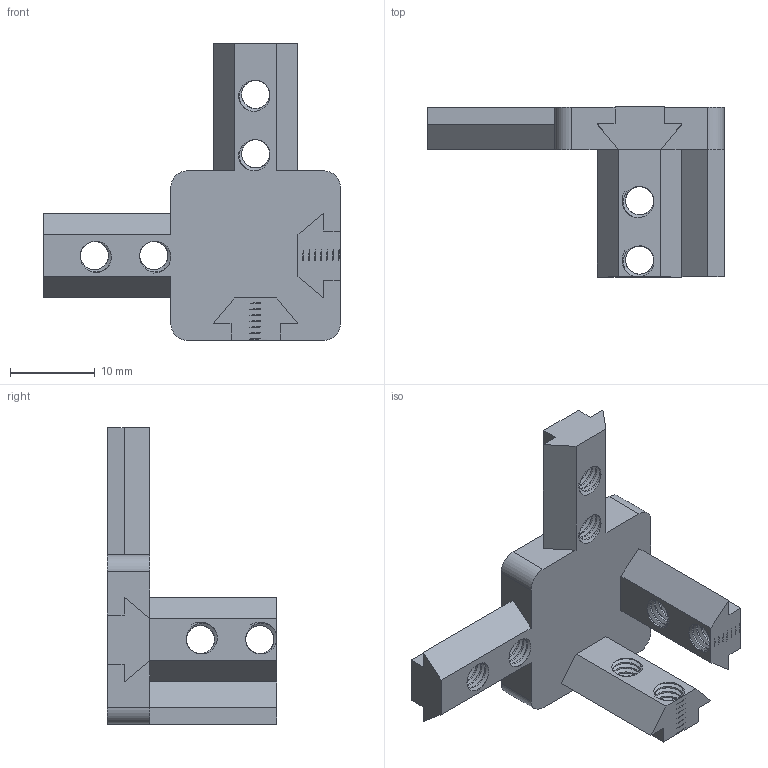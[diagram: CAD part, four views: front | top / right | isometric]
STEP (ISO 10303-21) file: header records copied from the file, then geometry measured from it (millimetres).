
FILE_DESCRIPTION(/* description */ (''),/* implementation_level */ '2;1');
FILE_NAME(/* name */ '2020_3way_konektor_Sharplayers.step',/* time_stamp */ '2022-05-12T00:33:25+02:00',/* author */ (''),/* organization */ (''),/* preprocessor_version */ 'ST-DEVELOPER v18.1',/* originating_system */ 'Autodesk Translation Framework v10.14.0.1471',/* authorisation */ '');
FILE_SCHEMA (('AUTOMOTIVE_DESIGN { 1 0 10303 214 3 1 1 }'));
Length unit declared in the file: millimetre
Products named in the file (1): 2020 konektor
Bounding box: 35 x 20 x 35 mm (x, y, z)
Volume: 3609.5 mm3; surface area: 3372.1 mm2
Topology: 1 solids, 1 shells, 186 faces, 622 edges, 424 vertices
Faces by surface type: cylinder 132, plane 38, bspline 16
Full cylindrical faces by diameter (mm): 3.332 x32, 4.109 x6
Entity records: 16851 total; most frequent: CARTESIAN_POINT 11989, ORIENTED_EDGE 1244, DIRECTION 660, EDGE_CURVE 622, VERTEX_POINT 424, B_SPLINE_CURVE_WITH_KNOTS 344, LINE 238, VECTOR 238
